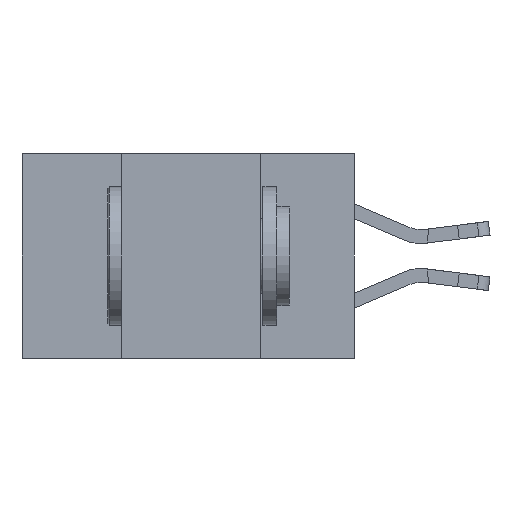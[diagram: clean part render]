
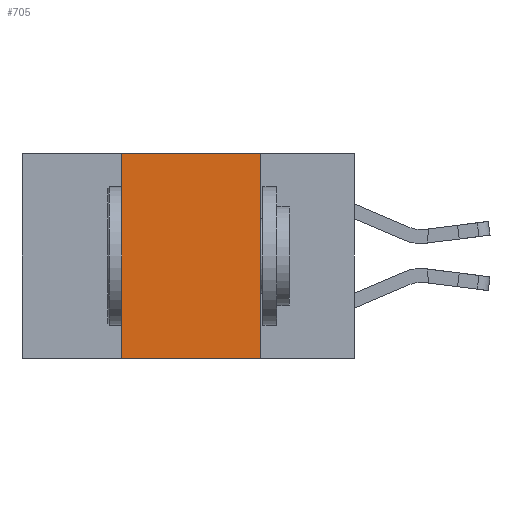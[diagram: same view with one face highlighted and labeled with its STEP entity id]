
A CAD part, left-side view. The second image highlights one B-rep face of the part: STEP entity #705.
In plain terms, the highlighted planar face has unit normal (-1, 0, 0).
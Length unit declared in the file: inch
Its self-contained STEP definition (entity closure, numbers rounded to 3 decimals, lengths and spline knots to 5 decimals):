
#457 = CARTESIAN_POINT ( 'NONE',  ( 0., 0.6, 0. ) ) ;
#705 = ADVANCED_FACE ( 'NONE', ( #19114 ), #7149, .F. ) ;
#733 = CARTESIAN_POINT ( 'NONE',  ( 0., 0.42, -0.37 ) ) ;
#1932 = CARTESIAN_POINT ( 'NONE',  ( 0., 0.17, 0. ) ) ;
#3779 = LINE ( 'NONE', #733, #16306 ) ;
#5137 = DIRECTION ( 'NONE',  ( 1., 0., 0. ) ) ;
#5245 = DIRECTION ( 'NONE',  ( 0., 0., -1. ) ) ;
#5688 = LINE ( 'NONE', #457, #19117 ) ;
#6133 = EDGE_CURVE ( 'NONE', #13129, #16096, #11695, .T. ) ;
#7149 = PLANE ( 'NONE',  #10143 ) ;
#9211 = CARTESIAN_POINT ( 'NONE',  ( 0., 0.6, 0. ) ) ;
#9373 = CARTESIAN_POINT ( 'NONE',  ( 0., 0.42, -0.37 ) ) ;
#10073 = ORIENTED_EDGE ( 'NONE', *, *, #13660, .F. ) ;
#10143 = AXIS2_PLACEMENT_3D ( 'NONE', #9211, #5137, #13456 ) ;
#10923 = VECTOR ( 'NONE', #14416, 39.37008 ) ;
#11497 = EDGE_CURVE ( 'NONE', #12370, #12915, #3779, .T. ) ;
#11695 = LINE ( 'NONE', #20161, #14524 ) ;
#12370 = VERTEX_POINT ( 'NONE', #9373 ) ;
#12915 = VERTEX_POINT ( 'NONE', #15997 ) ;
#13129 = VERTEX_POINT ( 'NONE', #1932 ) ;
#13246 = CARTESIAN_POINT ( 'NONE',  ( 0., 0.17, -0.37 ) ) ;
#13370 = ORIENTED_EDGE ( 'NONE', *, *, #6133, .F. ) ;
#13456 = DIRECTION ( 'NONE',  ( 0., 0., -1. ) ) ;
#13660 = EDGE_CURVE ( 'NONE', #12915, #13129, #5688, .T. ) ;
#13747 = ORIENTED_EDGE ( 'NONE', *, *, #11497, .F. ) ;
#14416 = DIRECTION ( 'NONE',  ( 0., -1., 0. ) ) ;
#14524 = VECTOR ( 'NONE', #5245, 39.37008 ) ;
#15819 = EDGE_LOOP ( 'NONE', ( #13370, #10073, #13747, #20254 ) ) ;
#15997 = CARTESIAN_POINT ( 'NONE',  ( 0., 0.42, 0. ) ) ;
#16096 = VERTEX_POINT ( 'NONE', #13246 ) ;
#16306 = VECTOR ( 'NONE', #17288, 39.37008 ) ;
#17288 = DIRECTION ( 'NONE',  ( 0., 0., 1. ) ) ;
#17449 = CARTESIAN_POINT ( 'NONE',  ( 0., 0.6, -0.37 ) ) ;
#17842 = EDGE_CURVE ( 'NONE', #12370, #16096, #19383, .T. ) ;
#19114 = FACE_OUTER_BOUND ( 'NONE', #15819, .T. ) ;
#19117 = VECTOR ( 'NONE', #20293, 39.37008 ) ;
#19383 = LINE ( 'NONE', #17449, #10923 ) ;
#20161 = CARTESIAN_POINT ( 'NONE',  ( 0., 0.17, -0.37 ) ) ;
#20254 = ORIENTED_EDGE ( 'NONE', *, *, #17842, .T. ) ;
#20293 = DIRECTION ( 'NONE',  ( 0., -1., 0. ) ) ;
